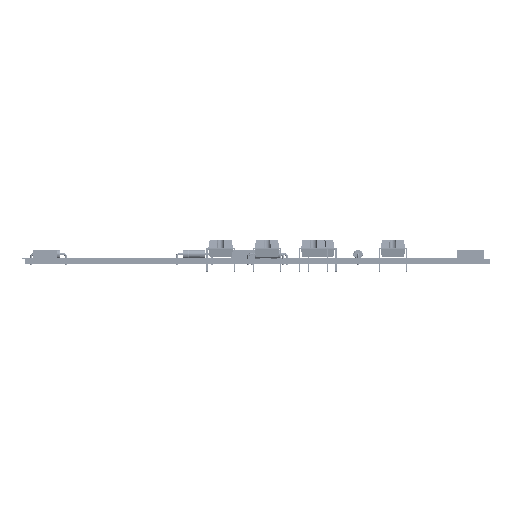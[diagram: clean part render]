
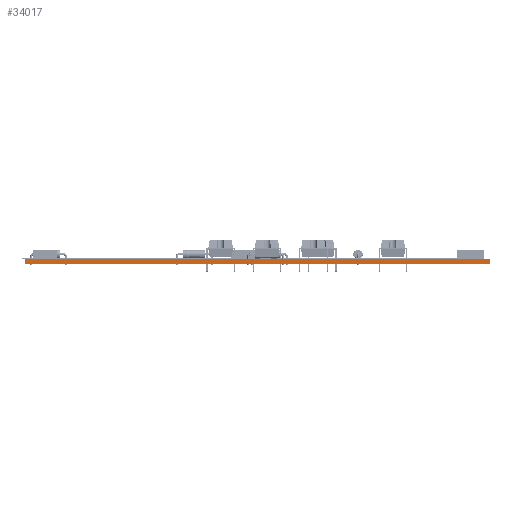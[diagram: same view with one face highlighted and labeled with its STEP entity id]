
A CAD part, left-side view. The second image highlights one B-rep face of the part: STEP entity #34017.
In plain terms, the highlighted planar face has unit normal (-1, 0, 0).
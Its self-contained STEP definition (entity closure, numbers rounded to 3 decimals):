
#2822=PLANE('',#38098);
#4306=FACE_OUTER_BOUND('',#5807,.T.);
#5807=EDGE_LOOP('',(#26351,#26352,#26353,#26354));
#9585=LINE('',#55342,#11545);
#9593=LINE('',#55357,#11553);
#9594=LINE('',#55359,#11554);
#9595=LINE('',#55360,#11555);
#11545=VECTOR('',#46609,10.);
#11553=VECTOR('',#46621,10.);
#11554=VECTOR('',#46624,10.);
#11555=VECTOR('',#46625,10.);
#16958=VERTEX_POINT('',#55339);
#16959=VERTEX_POINT('',#55341);
#16963=VERTEX_POINT('',#55353);
#16964=VERTEX_POINT('',#55355);
#20925=EDGE_CURVE('',#16958,#16959,#9585,.T.);
#20933=EDGE_CURVE('',#16963,#16964,#9593,.T.);
#20934=EDGE_CURVE('',#16958,#16963,#9594,.T.);
#20935=EDGE_CURVE('',#16959,#16964,#9595,.T.);
#26351=ORIENTED_EDGE('',*,*,#20934,.T.);
#26352=ORIENTED_EDGE('',*,*,#20933,.T.);
#26353=ORIENTED_EDGE('',*,*,#20935,.F.);
#26354=ORIENTED_EDGE('',*,*,#20925,.F.);
#34017=ADVANCED_FACE('',(#4306),#2822,.T.);
#38098=AXIS2_PLACEMENT_3D('',#55358,#46622,#46623);
#46609=DIRECTION('',(0.,0.,1.));
#46621=DIRECTION('',(0.,0.,1.));
#46622=DIRECTION('center_axis',(-1.,0.,0.));
#46623=DIRECTION('ref_axis',(0.,-1.,0.));
#46624=DIRECTION('',(0.,-1.,0.));
#46625=DIRECTION('',(0.,-1.,0.));
#55339=CARTESIAN_POINT('',(0.,133.858,0.));
#55341=CARTESIAN_POINT('',(0.,133.858,1.57));
#55342=CARTESIAN_POINT('',(0.,133.858,0.));
#55353=CARTESIAN_POINT('',(0.,0.,0.));
#55355=CARTESIAN_POINT('',(0.,0.,1.57));
#55357=CARTESIAN_POINT('',(0.,0.,0.));
#55358=CARTESIAN_POINT('Origin',(0.,133.858,0.));
#55359=CARTESIAN_POINT('',(0.,133.858,0.));
#55360=CARTESIAN_POINT('',(0.,133.858,1.57));
